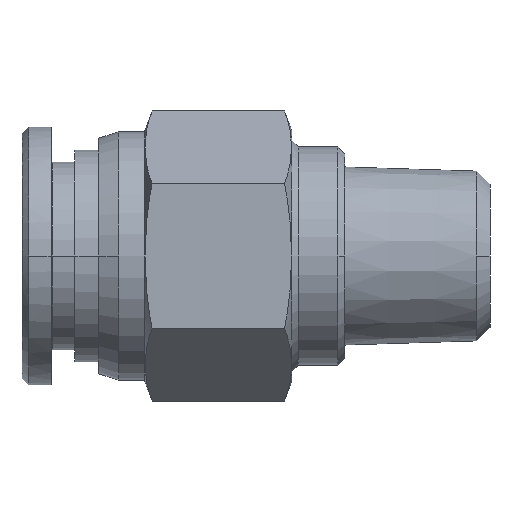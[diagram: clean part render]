
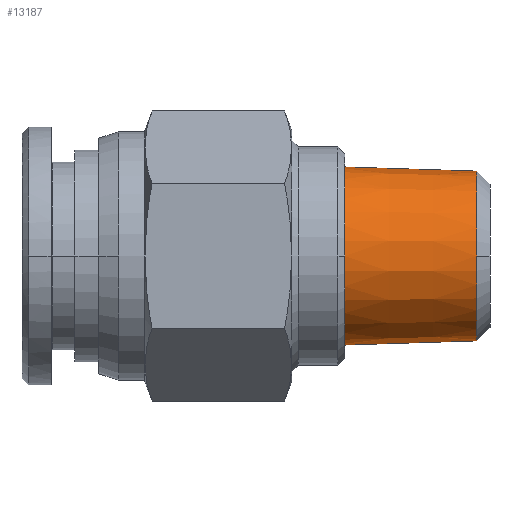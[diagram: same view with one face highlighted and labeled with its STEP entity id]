
A CAD part, front view. The second image highlights one B-rep face of the part: STEP entity #13187.
In plain terms, the highlighted conical face has half-angle 1.791 degrees and reference radius 6.734 mm.
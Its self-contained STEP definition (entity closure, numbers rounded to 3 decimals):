
#5 = DIRECTION ( 'NONE',  ( 1., 0., 0. ) ) ;
#93 = EDGE_LOOP ( 'NONE', ( #126, #5778, #2171, #307, #5991 ) ) ;
#126 = ORIENTED_EDGE ( 'NONE', *, *, #7335, .F. ) ;
#307 = ORIENTED_EDGE ( 'NONE', *, *, #8593, .T. ) ;
#1036 = CIRCLE ( 'NONE', #10392, 6.734 ) ;
#1082 = EDGE_CURVE ( 'NONE', #7536, #1302, #7373, .T. ) ;
#1302 = VERTEX_POINT ( 'NONE', #11664 ) ;
#1405 = DIRECTION ( 'NONE',  ( -1., 0., -0.031 ) ) ;
#2171 = ORIENTED_EDGE ( 'NONE', *, *, #1082, .F. ) ;
#2240 = CARTESIAN_POINT ( 'NONE',  ( 26.254, 0., -5.017 ) ) ;
#2924 = CARTESIAN_POINT ( 'NONE',  ( 26.254, 0., -5.017 ) ) ;
#3323 = AXIS2_PLACEMENT_3D ( 'NONE', #2240, #10557, #16022 ) ;
#3379 = CARTESIAN_POINT ( 'NONE',  ( 36.254, 0., 1.405 ) ) ;
#3922 = DIRECTION ( 'NONE',  ( 1., 0., 0. ) ) ;
#5778 = ORIENTED_EDGE ( 'NONE', *, *, #11799, .F. ) ;
#5857 = VERTEX_POINT ( 'NONE', #10502 ) ;
#5991 = ORIENTED_EDGE ( 'NONE', *, *, #7911, .T. ) ;
#6213 = CARTESIAN_POINT ( 'NONE',  ( 36.254, 0., -11.438 ) ) ;
#6513 = LINE ( 'NONE', #15188, #15575 ) ;
#7126 = CARTESIAN_POINT ( 'NONE',  ( 36.254, 0., -5.017 ) ) ;
#7335 = EDGE_CURVE ( 'NONE', #11228, #5857, #6513, .T. ) ;
#7373 = CIRCLE ( 'NONE', #9773, 6.422 ) ;
#7536 = VERTEX_POINT ( 'NONE', #3379 ) ;
#7865 = AXIS2_PLACEMENT_3D ( 'NONE', #10996, #3922, #14975 ) ;
#7911 = EDGE_CURVE ( 'NONE', #12649, #5857, #1036, .T. ) ;
#8593 = EDGE_CURVE ( 'NONE', #7536, #12649, #15254, .T. ) ;
#9663 = DIRECTION ( 'NONE',  ( 0., 0., 1. ) ) ;
#9773 = AXIS2_PLACEMENT_3D ( 'NONE', #7126, #17913, #13845 ) ;
#10313 = CARTESIAN_POINT ( 'NONE',  ( 26.254, 0., 1.718 ) ) ;
#10392 = AXIS2_PLACEMENT_3D ( 'NONE', #2924, #5, #9663 ) ;
#10502 = CARTESIAN_POINT ( 'NONE',  ( 26.254, 0., -11.751 ) ) ;
#10557 = DIRECTION ( 'NONE',  ( -1., 0., 0. ) ) ;
#10996 = CARTESIAN_POINT ( 'NONE',  ( 36.254, 0., -5.017 ) ) ;
#11228 = VERTEX_POINT ( 'NONE', #6213 ) ;
#11320 = CONICAL_SURFACE ( 'NONE', #3323, 6.734, 0.031 ) ;
#11664 = CARTESIAN_POINT ( 'NONE',  ( 36.254, -6.422, -5.017 ) ) ;
#11799 = EDGE_CURVE ( 'NONE', #1302, #11228, #17259, .T. ) ;
#12011 = CARTESIAN_POINT ( 'NONE',  ( 26.254, 0., 1.718 ) ) ;
#12649 = VERTEX_POINT ( 'NONE', #12011 ) ;
#13187 = ADVANCED_FACE ( 'NONE', ( #15863 ), #11320, .T. ) ;
#13845 = DIRECTION ( 'NONE',  ( 0., 0., -1. ) ) ;
#14343 = VECTOR ( 'NONE', #17325, 1000. ) ;
#14975 = DIRECTION ( 'NONE',  ( 0., 0., -1. ) ) ;
#15188 = CARTESIAN_POINT ( 'NONE',  ( 26.254, 0., -11.751 ) ) ;
#15254 = LINE ( 'NONE', #10313, #14343 ) ;
#15575 = VECTOR ( 'NONE', #1405, 1000. ) ;
#15863 = FACE_OUTER_BOUND ( 'NONE', #93, .T. ) ;
#16022 = DIRECTION ( 'NONE',  ( 0., 0., 1. ) ) ;
#17259 = CIRCLE ( 'NONE', #7865, 6.422 ) ;
#17325 = DIRECTION ( 'NONE',  ( -1., 0., 0.031 ) ) ;
#17913 = DIRECTION ( 'NONE',  ( 1., 0., 0. ) ) ;
